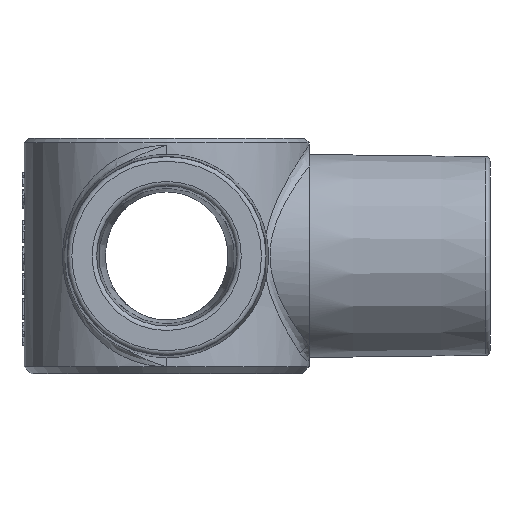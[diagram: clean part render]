
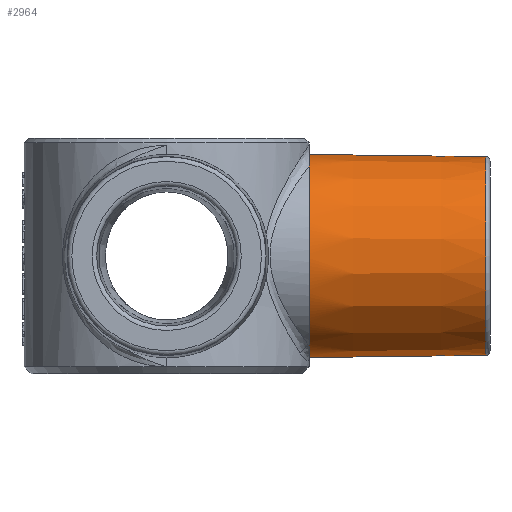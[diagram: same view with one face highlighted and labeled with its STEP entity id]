
A CAD part, front view. The second image highlights one B-rep face of the part: STEP entity #2964.
In plain terms, the highlighted conical face has half-angle 0.72 degrees and reference radius 11.103 mm.
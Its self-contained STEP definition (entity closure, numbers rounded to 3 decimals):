
#33=CONICAL_SURFACE('',#3166,11.103,0.013);
#263=CIRCLE('',#3163,10.984);
#265=CIRCLE('',#3165,10.984);
#266=CIRCLE('',#3167,11.229);
#267=CIRCLE('',#3168,11.229);
#425=FACE_OUTER_BOUND('',#597,.T.);
#597=EDGE_LOOP('',(#2770,#2771,#2772,#2773,#2774,#2775));
#951=LINE('',#8169,#1125);
#1125=VECTOR('',#3711,11.103);
#1424=VERTEX_POINT('',#8159);
#1425=VERTEX_POINT('',#8160);
#1426=VERTEX_POINT('',#8165);
#1427=VERTEX_POINT('',#8166);
#1874=EDGE_CURVE('',#1424,#1425,#263,.T.);
#1876=EDGE_CURVE('',#1425,#1424,#265,.T.);
#1877=EDGE_CURVE('',#1426,#1427,#266,.T.);
#1878=EDGE_CURVE('',#1427,#1426,#267,.T.);
#1879=EDGE_CURVE('',#1427,#1425,#951,.T.);
#2770=ORIENTED_EDGE('',*,*,#1877,.F.);
#2771=ORIENTED_EDGE('',*,*,#1878,.F.);
#2772=ORIENTED_EDGE('',*,*,#1879,.T.);
#2773=ORIENTED_EDGE('',*,*,#1874,.F.);
#2774=ORIENTED_EDGE('',*,*,#1876,.F.);
#2775=ORIENTED_EDGE('',*,*,#1879,.F.);
#2964=ADVANCED_FACE('',(#425),#33,.T.);
#3163=AXIS2_PLACEMENT_3D('',#8161,#3699,#3700);
#3165=AXIS2_PLACEMENT_3D('',#8163,#3703,#3704);
#3166=AXIS2_PLACEMENT_3D('',#8164,#3705,#3706);
#3167=AXIS2_PLACEMENT_3D('',#8167,#3707,#3708);
#3168=AXIS2_PLACEMENT_3D('',#8168,#3709,#3710);
#3699=DIRECTION('center_axis',(1.,0.,0.));
#3700=DIRECTION('ref_axis',(0.,0.,-1.));
#3703=DIRECTION('center_axis',(1.,0.,0.));
#3704=DIRECTION('ref_axis',(0.,0.,-1.));
#3705=DIRECTION('center_axis',(-1.,0.,0.));
#3706=DIRECTION('ref_axis',(0.,0.,1.));
#3707=DIRECTION('center_axis',(-1.,0.,0.));
#3708=DIRECTION('ref_axis',(0.,0.,1.));
#3709=DIRECTION('center_axis',(-1.,0.,0.));
#3710=DIRECTION('ref_axis',(0.,0.,1.));
#3711=DIRECTION('',(1.,0.,0.013));
#8159=CARTESIAN_POINT('',(35.256,0.,10.984));
#8160=CARTESIAN_POINT('',(35.256,0.,-10.984));
#8161=CARTESIAN_POINT('Origin',(35.256,0.,
0.));
#8163=CARTESIAN_POINT('Origin',(35.256,0.,
0.));
#8164=CARTESIAN_POINT('Origin',(25.75,0.,0.));
#8165=CARTESIAN_POINT('',(15.75,0.,11.229));
#8166=CARTESIAN_POINT('',(15.75,0.,-11.229));
#8167=CARTESIAN_POINT('Origin',(15.75,0.,0.));
#8168=CARTESIAN_POINT('Origin',(15.75,0.,0.));
#8169=CARTESIAN_POINT('',(25.75,0.,-11.103));
